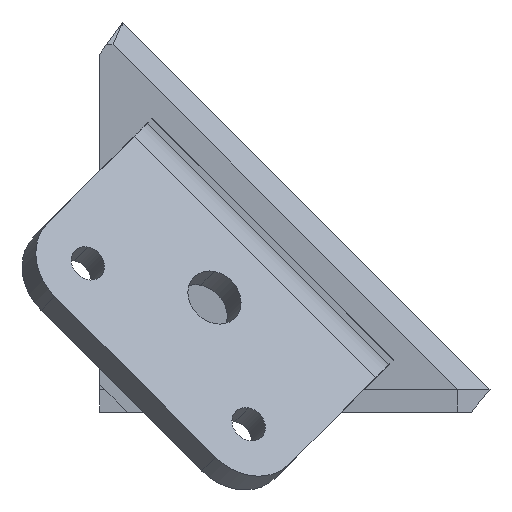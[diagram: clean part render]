
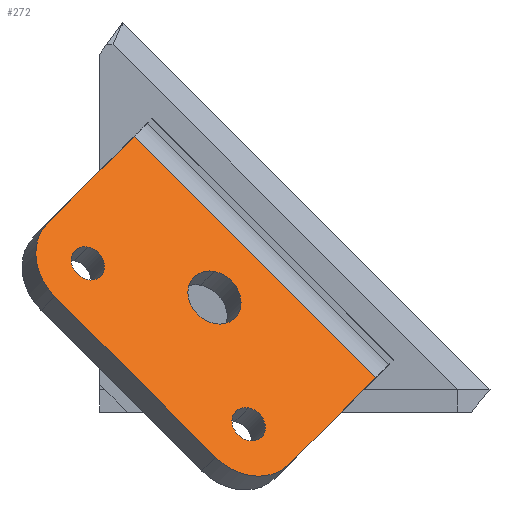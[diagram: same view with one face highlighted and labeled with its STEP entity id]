
A CAD part, front view. The second image highlights one B-rep face of the part: STEP entity #272.
In plain terms, the highlighted face is planar.
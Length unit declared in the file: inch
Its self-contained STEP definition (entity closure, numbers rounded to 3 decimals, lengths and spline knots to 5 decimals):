
#43 = ORIENTED_EDGE ( 'NONE', *, *, #771, .F. ) ;
#60 = LINE ( 'NONE', #92, #1541 ) ;
#70 = LINE ( 'NONE', #1133, #489 ) ;
#91 = DIRECTION ( 'NONE',  ( 0.403, -0.403, -0.822 ) ) ;
#92 = CARTESIAN_POINT ( 'NONE',  ( 0.13863, -0.97816, 0.36432 ) ) ;
#106 = VERTEX_POINT ( 'NONE', #1489 ) ;
#109 = AXIS2_PLACEMENT_3D ( 'NONE', #656, #669, #451 ) ;
#143 = CARTESIAN_POINT ( 'NONE',  ( 0.69615, -0.7005, 0.50155 ) ) ;
#164 = VECTOR ( 'NONE', #730, 39.37008 ) ;
#165 = CARTESIAN_POINT ( 'NONE',  ( 1.27386, -0.44306, 0.6586 ) ) ;
#167 = ORIENTED_EDGE ( 'NONE', *, *, #1216, .T. ) ;
#183 = DIRECTION ( 'NONE',  ( -0.707, -0.707, 0. ) ) ;
#187 = ORIENTED_EDGE ( 'NONE', *, *, #668, .F. ) ;
#203 = DIRECTION ( 'NONE',  ( 0.707, 0.707, 0. ) ) ;
#223 = EDGE_CURVE ( 'NONE', #1310, #1219, #462, .T. ) ;
#234 = EDGE_LOOP ( 'NONE', ( #657, #167 ) ) ;
#241 = VECTOR ( 'NONE', #183, 39.37008 ) ;
#251 = EDGE_LOOP ( 'NONE', ( #918, #483, #1355, #187, #1174, #43 ) ) ;
#272 = ADVANCED_FACE ( 'NONE', ( #1545, #1067, #337, #1167 ), #1212, .F. ) ;
#277 = CARTESIAN_POINT ( 'NONE',  ( 1.13467, -0.58225, 0.6586 ) ) ;
#280 = VERTEX_POINT ( 'NONE', #165 ) ;
#284 = CARTESIAN_POINT ( 'NONE',  ( 0.9738, -0.14299, 0.36432 ) ) ;
#291 = DIRECTION ( 'NONE',  ( -0.898, 0., -0.44 ) ) ;
#304 = DIRECTION ( 'NONE',  ( 0.898, 0., 0.44 ) ) ;
#310 = DIRECTION ( 'NONE',  ( -0.581, 0.581, -0.57 ) ) ;
#337 = FACE_BOUND ( 'NONE', #234, .T. ) ;
#369 = AXIS2_PLACEMENT_3D ( 'NONE', #1315, #1063, #939 ) ;
#400 = DIRECTION ( 'NONE',  ( 0.403, -0.403, -0.822 ) ) ;
#402 = ORIENTED_EDGE ( 'NONE', *, *, #1454, .T. ) ;
#417 = DIRECTION ( 'NONE',  ( 0.403, -0.403, -0.822 ) ) ;
#439 = VERTEX_POINT ( 'NONE', #1381 ) ;
#451 = DIRECTION ( 'NONE',  ( -0.898, 0., -0.44 ) ) ;
#460 = EDGE_CURVE ( 'NONE', #1228, #490, #1441, .T. ) ;
#462 = CIRCLE ( 'NONE', #1463, 0.06299 ) ;
#463 = AXIS2_PLACEMENT_3D ( 'NONE', #277, #417, #1471 ) ;
#483 = ORIENTED_EDGE ( 'NONE', *, *, #828, .F. ) ;
#489 = VECTOR ( 'NONE', #310, 39.37008 ) ;
#490 = VERTEX_POINT ( 'NONE', #1530 ) ;
#497 = ORIENTED_EDGE ( 'NONE', *, *, #223, .T. ) ;
#524 = DIRECTION ( 'NONE',  ( 0.403, -0.403, -0.822 ) ) ;
#531 = CARTESIAN_POINT ( 'NONE',  ( 0.13863, -0.97816, 0.36432 ) ) ;
#555 = CARTESIAN_POINT ( 'NONE',  ( 1.38825, -0.55744, 0.77077 ) ) ;
#560 = CARTESIAN_POINT ( 'NONE',  ( 1.07811, -0.58225, 0.63086 ) ) ;
#561 = CIRCLE ( 'NONE', #1437, 0.06299 ) ;
#563 = AXIS2_PLACEMENT_3D ( 'NONE', #624, #618, #304 ) ;
#614 = DIRECTION ( 'NONE',  ( 0.898, 0., 0.44 ) ) ;
#616 = EDGE_CURVE ( 'NONE', #1320, #1197, #1391, .T. ) ;
#618 = DIRECTION ( 'NONE',  ( 0.403, -0.403, -0.822 ) ) ;
#624 = CARTESIAN_POINT ( 'NONE',  ( 0.69615, -0.7005, 0.50155 ) ) ;
#656 = CARTESIAN_POINT ( 'NONE',  ( 0.57789, -1.13903, 0.6586 ) ) ;
#657 = ORIENTED_EDGE ( 'NONE', *, *, #1290, .T. ) ;
#668 = EDGE_CURVE ( 'NONE', #106, #280, #1105, .T. ) ;
#669 = DIRECTION ( 'NONE',  ( 0.403, -0.403, -0.822 ) ) ;
#702 = EDGE_CURVE ( 'NONE', #1219, #1310, #1362, .T. ) ;
#730 = DIRECTION ( 'NONE',  ( 0.581, -0.581, 0.57 ) ) ;
#735 = EDGE_LOOP ( 'NONE', ( #963, #402 ) ) ;
#771 = EDGE_CURVE ( 'NONE', #490, #777, #70, .T. ) ;
#777 = VERTEX_POINT ( 'NONE', #531 ) ;
#797 = CIRCLE ( 'NONE', #463, 0.19685 ) ;
#809 = CARTESIAN_POINT ( 'NONE',  ( 0.78638, -0.7005, 0.5458 ) ) ;
#828 = EDGE_CURVE ( 'NONE', #1093, #1228, #1243, .T. ) ;
#861 = CARTESIAN_POINT ( 'NONE',  ( 1.13467, -0.58225, 0.6586 ) ) ;
#882 = EDGE_CURVE ( 'NONE', #777, #106, #60, .T. ) ;
#910 = AXIS2_PLACEMENT_3D ( 'NONE', #143, #524, #614 ) ;
#918 = ORIENTED_EDGE ( 'NONE', *, *, #460, .F. ) ;
#922 = CARTESIAN_POINT ( 'NONE',  ( 1.24905, -0.69663, 0.77077 ) ) ;
#928 = CIRCLE ( 'NONE', #563, 0.1005 ) ;
#935 = DIRECTION ( 'NONE',  ( -0.898, 0., -0.44 ) ) ;
#939 = DIRECTION ( 'NONE',  ( -0.898, 0., -0.44 ) ) ;
#961 = ORIENTED_EDGE ( 'NONE', *, *, #702, .T. ) ;
#963 = ORIENTED_EDGE ( 'NONE', *, *, #616, .T. ) ;
#1000 = DIRECTION ( 'NONE',  ( -0.898, 0., -0.44 ) ) ;
#1036 = AXIS2_PLACEMENT_3D ( 'NONE', #861, #400, #291 ) ;
#1063 = DIRECTION ( 'NONE',  ( 0.403, -0.403, -0.822 ) ) ;
#1067 = FACE_BOUND ( 'NONE', #1318, .T. ) ;
#1068 = VERTEX_POINT ( 'NONE', #1529 ) ;
#1074 = CARTESIAN_POINT ( 'NONE',  ( 1.19123, -0.58225, 0.68633 ) ) ;
#1093 = VERTEX_POINT ( 'NONE', #922 ) ;
#1105 = LINE ( 'NONE', #284, #164 ) ;
#1133 = CARTESIAN_POINT ( 'NONE',  ( 0.4387, -1.27822, 0.6586 ) ) ;
#1162 = CARTESIAN_POINT ( 'NONE',  ( 1.13467, -0.58225, 0.6586 ) ) ;
#1167 = FACE_BOUND ( 'NONE', #735, .T. ) ;
#1174 = ORIENTED_EDGE ( 'NONE', *, *, #882, .F. ) ;
#1197 = VERTEX_POINT ( 'NONE', #1408 ) ;
#1201 = DIRECTION ( 'NONE',  ( 0.403, -0.403, -0.822 ) ) ;
#1212 = PLANE ( 'NONE',  #1538 ) ;
#1213 = CIRCLE ( 'NONE', #109, 0.06299 ) ;
#1216 = EDGE_CURVE ( 'NONE', #439, #1068, #1213, .T. ) ;
#1219 = VERTEX_POINT ( 'NONE', #560 ) ;
#1228 = VERTEX_POINT ( 'NONE', #1402 ) ;
#1243 = LINE ( 'NONE', #555, #241 ) ;
#1265 = DIRECTION ( 'NONE',  ( 0.403, -0.403, -0.822 ) ) ;
#1290 = EDGE_CURVE ( 'NONE', #1068, #439, #561, .T. ) ;
#1310 = VERTEX_POINT ( 'NONE', #1074 ) ;
#1315 = CARTESIAN_POINT ( 'NONE',  ( 0.57789, -1.13903, 0.6586 ) ) ;
#1318 = EDGE_LOOP ( 'NONE', ( #961, #497 ) ) ;
#1320 = VERTEX_POINT ( 'NONE', #809 ) ;
#1355 = ORIENTED_EDGE ( 'NONE', *, *, #1435, .F. ) ;
#1362 = CIRCLE ( 'NONE', #1036, 0.06299 ) ;
#1381 = CARTESIAN_POINT ( 'NONE',  ( 0.63445, -1.13903, 0.68633 ) ) ;
#1391 = CIRCLE ( 'NONE', #910, 0.1005 ) ;
#1402 = CARTESIAN_POINT ( 'NONE',  ( 0.69227, -1.25341, 0.77077 ) ) ;
#1408 = CARTESIAN_POINT ( 'NONE',  ( 0.60591, -0.7005, 0.4573 ) ) ;
#1428 = CARTESIAN_POINT ( 'NONE',  ( 0.57789, -1.13903, 0.6586 ) ) ;
#1435 = EDGE_CURVE ( 'NONE', #280, #1093, #797, .T. ) ;
#1437 = AXIS2_PLACEMENT_3D ( 'NONE', #1428, #1201, #935 ) ;
#1441 = CIRCLE ( 'NONE', #369, 0.19685 ) ;
#1454 = EDGE_CURVE ( 'NONE', #1197, #1320, #928, .T. ) ;
#1463 = AXIS2_PLACEMENT_3D ( 'NONE', #1162, #91, #1000 ) ;
#1468 = DIRECTION ( 'NONE',  ( -0.898, 0., -0.44 ) ) ;
#1471 = DIRECTION ( 'NONE',  ( -0.898, 0., -0.44 ) ) ;
#1488 = CARTESIAN_POINT ( 'NONE',  ( 0.84352, -0.84352, 0.64395 ) ) ;
#1489 = CARTESIAN_POINT ( 'NONE',  ( 0.9738, -0.14299, 0.36432 ) ) ;
#1529 = CARTESIAN_POINT ( 'NONE',  ( 0.52133, -1.13903, 0.63086 ) ) ;
#1530 = CARTESIAN_POINT ( 'NONE',  ( 0.4387, -1.27822, 0.6586 ) ) ;
#1538 = AXIS2_PLACEMENT_3D ( 'NONE', #1488, #1265, #1468 ) ;
#1541 = VECTOR ( 'NONE', #203, 39.37008 ) ;
#1545 = FACE_OUTER_BOUND ( 'NONE', #251, .T. ) ;
